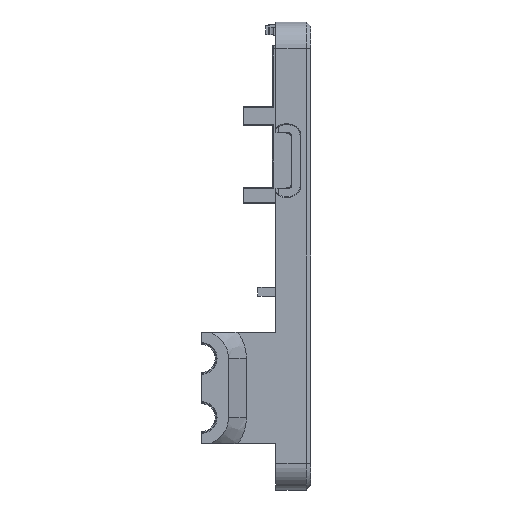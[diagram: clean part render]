
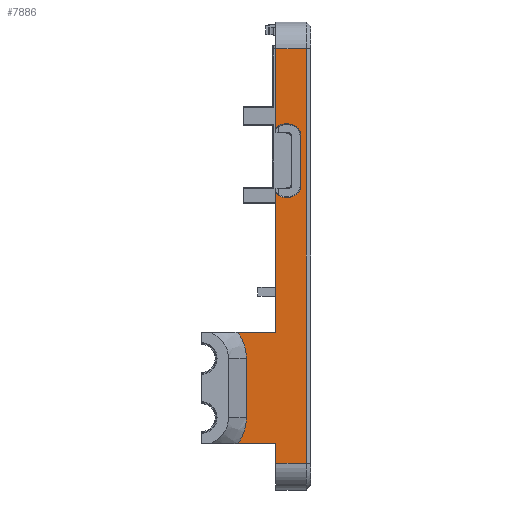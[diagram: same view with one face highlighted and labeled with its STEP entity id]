
A CAD part, left-side view. The second image highlights one B-rep face of the part: STEP entity #7886.
In plain terms, the highlighted planar face has unit normal (-1, 0, 0).
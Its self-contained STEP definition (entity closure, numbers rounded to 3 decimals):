
#391=PLANE('',#8627);
#820=FACE_OUTER_BOUND('',#1302,.T.);
#1302=EDGE_LOOP('',(#7299,#7300,#7301,#7302,#7303,#7304,#7305,#7306,#7307,
#7308,#7309,#7310,#7311,#7312,#7313,#7314,#7315,#7316));
#1460=LINE('',#11343,#2273);
#1489=LINE('',#11416,#2302);
#1665=LINE('',#11850,#2478);
#1932=LINE('',#12597,#2745);
#1941=LINE('',#12623,#2754);
#1998=LINE('',#12816,#2811);
#2007=LINE('',#12840,#2820);
#2072=LINE('',#13056,#2885);
#2075=LINE('',#13064,#2888);
#2078=LINE('',#13072,#2891);
#2096=LINE('',#13130,#2909);
#2113=LINE('',#13203,#2926);
#2273=VECTOR('',#9053,10.);
#2302=VECTOR('',#9098,10.);
#2478=VECTOR('',#9454,10.);
#2745=VECTOR('',#10153,10.);
#2754=VECTOR('',#10172,10.);
#2811=VECTOR('',#10383,10.);
#2820=VECTOR('',#10412,10.);
#2885=VECTOR('',#10651,10.);
#2888=VECTOR('',#10660,10.);
#2891=VECTOR('',#10669,10.);
#2909=VECTOR('',#10755,10.);
#2926=VECTOR('',#10866,10.);
#3196=CIRCLE('',#8532,2.7);
#3197=CIRCLE('',#8535,2.7);
#3198=CIRCLE('',#8538,2.7);
#3199=CIRCLE('',#8540,2.7);
#3220=CIRCLE('',#8605,10.1);
#3226=CIRCLE('',#8616,10.1);
#3384=VERTEX_POINT('',#11340);
#3385=VERTEX_POINT('',#11342);
#3412=VERTEX_POINT('',#11410);
#3413=VERTEX_POINT('',#11415);
#3575=VERTEX_POINT('',#11849);
#3798=VERTEX_POINT('',#12592);
#3799=VERTEX_POINT('',#12596);
#3808=VERTEX_POINT('',#12621);
#3866=VERTEX_POINT('',#12810);
#3867=VERTEX_POINT('',#12814);
#3925=VERTEX_POINT('',#13053);
#3926=VERTEX_POINT('',#13055);
#3927=VERTEX_POINT('',#13059);
#3928=VERTEX_POINT('',#13063);
#3929=VERTEX_POINT('',#13067);
#3930=VERTEX_POINT('',#13071);
#3942=VERTEX_POINT('',#13184);
#3945=VERTEX_POINT('',#13199);
#4166=EDGE_CURVE('',#3384,#3385,#1460,.T.);
#4200=EDGE_CURVE('',#3412,#3413,#1489,.T.);
#4413=EDGE_CURVE('',#3575,#3413,#1665,.T.);
#4773=EDGE_CURVE('',#3799,#3798,#1932,.T.);
#4786=EDGE_CURVE('',#3384,#3808,#1941,.T.);
#4882=EDGE_CURVE('',#3867,#3866,#1998,.T.);
#4894=EDGE_CURVE('',#3867,#3799,#2007,.T.);
#4996=EDGE_CURVE('',#3925,#3926,#2072,.T.);
#4998=EDGE_CURVE('',#3926,#3927,#3196,.T.);
#5000=EDGE_CURVE('',#3927,#3928,#2075,.T.);
#5002=EDGE_CURVE('',#3928,#3929,#3197,.T.);
#5004=EDGE_CURVE('',#3929,#3930,#2078,.T.);
#5006=EDGE_CURVE('',#3930,#3798,#3198,.T.);
#5007=EDGE_CURVE('',#3575,#3925,#3199,.T.);
#5033=EDGE_CURVE('',#3866,#3808,#2096,.T.);
#5059=EDGE_CURVE('',#3385,#3942,#3220,.T.);
#5067=EDGE_CURVE('',#3945,#3412,#3226,.T.);
#5068=EDGE_CURVE('',#3942,#3945,#2113,.T.);
#7299=ORIENTED_EDGE('',*,*,#4200,.F.);
#7300=ORIENTED_EDGE('',*,*,#5067,.F.);
#7301=ORIENTED_EDGE('',*,*,#5068,.F.);
#7302=ORIENTED_EDGE('',*,*,#5059,.F.);
#7303=ORIENTED_EDGE('',*,*,#4166,.F.);
#7304=ORIENTED_EDGE('',*,*,#4786,.T.);
#7305=ORIENTED_EDGE('',*,*,#5033,.F.);
#7306=ORIENTED_EDGE('',*,*,#4882,.F.);
#7307=ORIENTED_EDGE('',*,*,#4894,.T.);
#7308=ORIENTED_EDGE('',*,*,#4773,.T.);
#7309=ORIENTED_EDGE('',*,*,#5006,.F.);
#7310=ORIENTED_EDGE('',*,*,#5004,.F.);
#7311=ORIENTED_EDGE('',*,*,#5002,.F.);
#7312=ORIENTED_EDGE('',*,*,#5000,.F.);
#7313=ORIENTED_EDGE('',*,*,#4998,.F.);
#7314=ORIENTED_EDGE('',*,*,#4996,.F.);
#7315=ORIENTED_EDGE('',*,*,#5007,.F.);
#7316=ORIENTED_EDGE('',*,*,#4413,.T.);
#7886=ADVANCED_FACE('',(#820),#391,.T.);
#8532=AXIS2_PLACEMENT_3D('',#13060,#10655,#10656);
#8535=AXIS2_PLACEMENT_3D('',#13068,#10664,#10665);
#8538=AXIS2_PLACEMENT_3D('',#13075,#10673,#10674);
#8540=AXIS2_PLACEMENT_3D('',#13077,#10677,#10678);
#8605=AXIS2_PLACEMENT_3D('',#13185,#10838,#10839);
#8616=AXIS2_PLACEMENT_3D('',#13201,#10862,#10863);
#8627=AXIS2_PLACEMENT_3D('',#13214,#10886,#10887);
#9053=DIRECTION('',(0.,1.,0.));
#9098=DIRECTION('',(0.,-1.,0.));
#9454=DIRECTION('',(0.,0.,-1.));
#10153=DIRECTION('',(0.,0.,-1.));
#10172=DIRECTION('',(0.,0.,-1.));
#10383=DIRECTION('',(0.,0.,-1.));
#10412=DIRECTION('',(0.,1.,0.));
#10651=DIRECTION('',(0.,-1.,0.));
#10655=DIRECTION('center_axis',(-1.,0.,0.));
#10656=DIRECTION('ref_axis',(0.,0.,-1.));
#10660=DIRECTION('',(0.,0.,1.));
#10664=DIRECTION('center_axis',(-1.,0.,0.));
#10665=DIRECTION('ref_axis',(0.,-1.,0.));
#10669=DIRECTION('',(0.,1.,0.));
#10673=DIRECTION('center_axis',(-1.,0.,0.));
#10674=DIRECTION('ref_axis',(0.,0.,1.));
#10677=DIRECTION('center_axis',(-1.,0.,0.));
#10678=DIRECTION('ref_axis',(0.,1.,0.));
#10755=DIRECTION('',(0.,1.,0.));
#10838=DIRECTION('center_axis',(-1.,0.,0.));
#10839=DIRECTION('ref_axis',(0.,1.,0.));
#10862=DIRECTION('center_axis',(-1.,0.,0.));
#10863=DIRECTION('ref_axis',(0.,-1.,0.));
#10866=DIRECTION('',(0.,0.,1.));
#10886=DIRECTION('center_axis',(-1.,0.,0.));
#10887=DIRECTION('ref_axis',(0.,0.,1.));
#11340=CARTESIAN_POINT('',(-45.843,1.6,-62.228));
#11342=CARTESIAN_POINT('',(-45.843,9.981,-62.228));
#11343=CARTESIAN_POINT('',(-45.843,9.125,-62.228));
#11410=CARTESIAN_POINT('',(-45.843,9.981,-37.428));
#11415=CARTESIAN_POINT('',(-45.843,1.6,-37.428));
#11416=CARTESIAN_POINT('',(-45.843,0.8,-37.428));
#11849=CARTESIAN_POINT('',(-45.843,1.6,-6.423));
#11850=CARTESIAN_POINT('',(-45.843,1.6,-43.478));
#12592=CARTESIAN_POINT('',(-45.843,1.6,8.208));
#12596=CARTESIAN_POINT('',(-45.843,1.6,25.822));
#12597=CARTESIAN_POINT('',(-45.843,1.6,-43.478));
#12621=CARTESIAN_POINT('',(-45.843,1.6,-66.578));
#12623=CARTESIAN_POINT('',(-45.843,1.6,-43.478));
#12810=CARTESIAN_POINT('',(-45.843,-5.25,-66.578));
#12814=CARTESIAN_POINT('',(-45.843,-5.25,25.822));
#12816=CARTESIAN_POINT('',(-45.843,-5.25,-43.478));
#12840=CARTESIAN_POINT('',(-45.843,0.,25.822));
#13053=CARTESIAN_POINT('',(-45.843,-0.38,-7.288));
#13055=CARTESIAN_POINT('',(-45.843,-1.33,-7.288));
#13056=CARTESIAN_POINT('',(-45.843,-0.665,-7.288));
#13059=CARTESIAN_POINT('',(-45.843,-4.03,-4.588));
#13060=CARTESIAN_POINT('Origin',(-45.843,-1.33,-4.588));
#13063=CARTESIAN_POINT('',(-45.843,-4.03,6.372));
#13064=CARTESIAN_POINT('',(-45.843,-4.03,-30.103));
#13067=CARTESIAN_POINT('',(-45.843,-1.33,9.072));
#13068=CARTESIAN_POINT('Origin',(-45.843,-1.33,6.372));
#13071=CARTESIAN_POINT('',(-45.843,-0.38,9.072));
#13072=CARTESIAN_POINT('',(-45.843,-0.19,9.072));
#13075=CARTESIAN_POINT('Origin',(-45.843,-0.38,6.372));
#13077=CARTESIAN_POINT('Origin',(-45.843,-0.38,-4.588));
#13130=CARTESIAN_POINT('',(-45.843,0.,-66.578));
#13184=CARTESIAN_POINT('',(-45.843,8.15,-56.428));
#13185=CARTESIAN_POINT('Origin',(-45.843,18.25,-56.428));
#13199=CARTESIAN_POINT('',(-45.843,8.15,-43.228));
#13201=CARTESIAN_POINT('Origin',(-45.843,18.25,-43.228));
#13203=CARTESIAN_POINT('',(-45.843,8.15,-61.503));
#13214=CARTESIAN_POINT('Origin',(-45.843,0.,-66.578));
